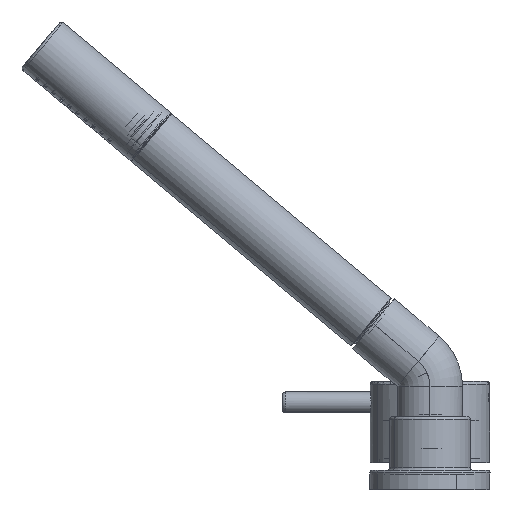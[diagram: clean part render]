
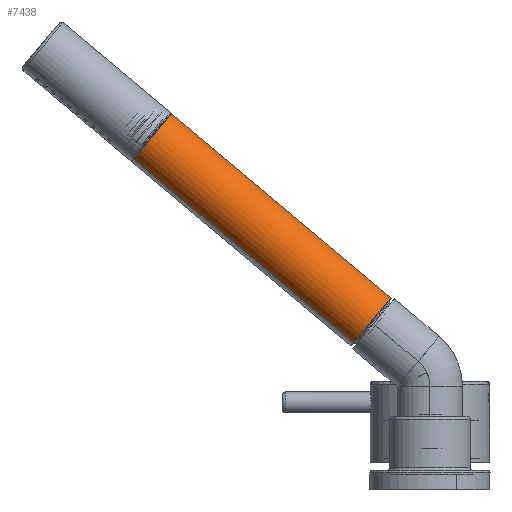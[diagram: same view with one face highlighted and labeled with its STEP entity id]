
A CAD part, left-side view. The second image highlights one B-rep face of the part: STEP entity #7438.
In plain terms, the highlighted cylindrical face has radius 12 mm (diameter 24 mm), a partial arc.
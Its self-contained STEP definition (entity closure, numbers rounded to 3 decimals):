
#7344=CARTESIAN_POINT('Vertex',(-344.247,15.828,72.482)) ;
#7351=CARTESIAN_POINT('Vertex',(-355.753,29.366,56.347)) ;
#7366=CARTESIAN_POINT('Axis2P3D Location',(-350.,22.597,64.415)) ;
#7370=CARTESIAN_POINT('Vertex',(-344.814,15.641,72.704)) ;
#7373=CARTESIAN_POINT('Axis2P3D Location',(-350.,22.597,64.415)) ;
#7387=CARTESIAN_POINT('Axis2P3D Location',(-350.,60.708,96.393)) ;
#7392=CARTESIAN_POINT('Line Origine',(-355.753,67.477,88.326)) ;
#7396=CARTESIAN_POINT('Vertex',(-355.753,113.248,126.733)) ;
#7403=CARTESIAN_POINT('Vertex',(-344.247,99.71,142.867)) ;
#7406=CARTESIAN_POINT('Line Origine',(-344.247,53.938,104.461)) ;
#7418=CARTESIAN_POINT('Axis2P3D Location',(-350.,106.479,134.8)) ;
#7422=CARTESIAN_POINT('Vertex',(-344.814,99.523,143.09)) ;
#7425=CARTESIAN_POINT('Axis2P3D Location',(-350.,106.479,134.8)) ;
#7394=VECTOR('Line Direction',#7393,1.) ;
#7408=VECTOR('Line Direction',#7407,1.) ;
#7367=DIRECTION('Axis2P3D Direction',(0.,0.766,0.643)) ;
#7374=DIRECTION('Axis2P3D Direction',(0.,0.766,0.643)) ;
#7388=DIRECTION('Axis2P3D Direction',(0.,0.766,0.643)) ;
#7389=DIRECTION('Axis2P3D XDirection',(0.479,-0.564,0.672)) ;
#7393=DIRECTION('Vector Direction',(0.,0.766,0.643)) ;
#7407=DIRECTION('Vector Direction',(0.,0.766,0.643)) ;
#7419=DIRECTION('Axis2P3D Direction',(0.,0.766,0.643)) ;
#7426=DIRECTION('Axis2P3D Direction',(0.,0.766,0.643)) ;
#7368=AXIS2_PLACEMENT_3D('Circle Axis2P3D',#7366,#7367,$) ;
#7375=AXIS2_PLACEMENT_3D('Circle Axis2P3D',#7373,#7374,$) ;
#7390=AXIS2_PLACEMENT_3D('Cylinder Axis2P3D',#7387,#7388,#7389) ;
#7420=AXIS2_PLACEMENT_3D('Circle Axis2P3D',#7418,#7419,$) ;
#7427=AXIS2_PLACEMENT_3D('Circle Axis2P3D',#7425,#7426,$) ;
#7395=LINE('Line',#7392,#7394) ;
#7409=LINE('Line',#7406,#7408) ;
#7369=CIRCLE('generated circle',#7368,12.) ;
#7376=CIRCLE('generated circle',#7375,12.) ;
#7421=CIRCLE('generated circle',#7420,12.) ;
#7428=CIRCLE('generated circle',#7427,12.) ;
#7391=CYLINDRICAL_SURFACE('generated cylinder',#7390,12.) ;
#7372=EDGE_CURVE('',#7371,#7345,#7369,.T.) ;
#7377=EDGE_CURVE('',#7352,#7371,#7376,.T.) ;
#7398=EDGE_CURVE('',#7352,#7397,#7395,.T.) ;
#7410=EDGE_CURVE('',#7345,#7404,#7409,.T.) ;
#7424=EDGE_CURVE('',#7423,#7404,#7421,.T.) ;
#7429=EDGE_CURVE('',#7397,#7423,#7428,.T.) ;
#7431=ORIENTED_EDGE('',*,*,#7410,.T.) ;
#7432=ORIENTED_EDGE('',*,*,#7424,.F.) ;
#7433=ORIENTED_EDGE('',*,*,#7429,.F.) ;
#7434=ORIENTED_EDGE('',*,*,#7398,.F.) ;
#7435=ORIENTED_EDGE('',*,*,#7377,.T.) ;
#7436=ORIENTED_EDGE('',*,*,#7372,.T.) ;
#7430=EDGE_LOOP('',(#7431,#7432,#7433,#7434,#7435,#7436)) ;
#7345=VERTEX_POINT('',#7344) ;
#7352=VERTEX_POINT('',#7351) ;
#7371=VERTEX_POINT('',#7370) ;
#7397=VERTEX_POINT('',#7396) ;
#7404=VERTEX_POINT('',#7403) ;
#7423=VERTEX_POINT('',#7422) ;
#7438=ADVANCED_FACE('PR93984.1\\P50529.1\\PartBody',(#7437),#7391,.T.) ;
#7437=FACE_OUTER_BOUND('',#7430,.T.) ;
